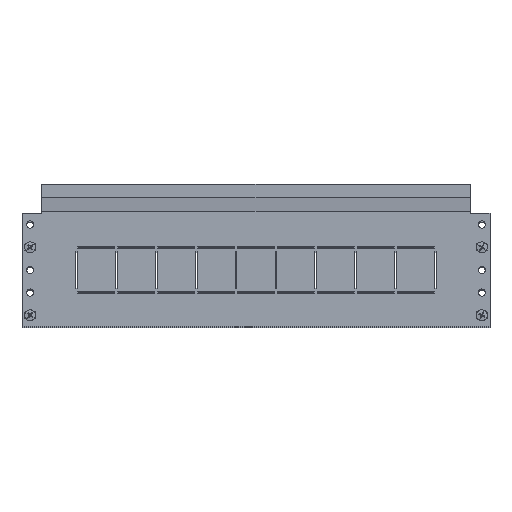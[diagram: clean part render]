
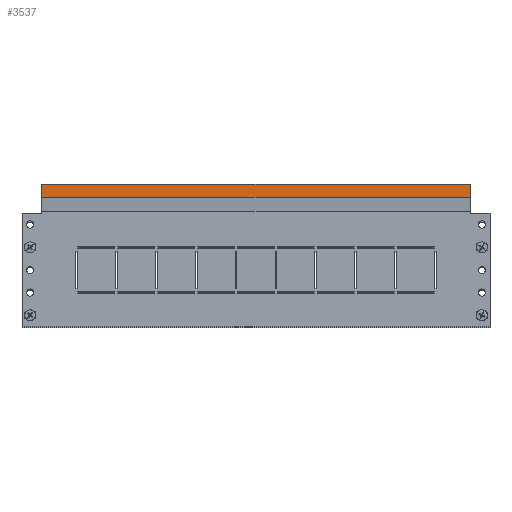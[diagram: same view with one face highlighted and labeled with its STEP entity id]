
A CAD part, top view. The second image highlights one B-rep face of the part: STEP entity #3537.
In plain terms, the highlighted planar face has unit normal (0, 0, 1).
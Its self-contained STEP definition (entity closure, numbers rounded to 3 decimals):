
#511 = CARTESIAN_POINT ( 'NONE',  ( 236., 0., 1.2 ) ) ;
#560 = LINE ( 'NONE', #2990, #730 ) ;
#730 = VECTOR ( 'NONE', #2933, 1000. ) ;
#760 = CARTESIAN_POINT ( 'NONE',  ( -236., 0., 1.2 ) ) ;
#853 = DIRECTION ( 'NONE',  ( -1., 0., 0. ) ) ;
#924 = DIRECTION ( 'NONE',  ( 0., 1., 0. ) ) ;
#1153 = CARTESIAN_POINT ( 'NONE',  ( 236., 0., 1.2 ) ) ;
#1167 = VECTOR ( 'NONE', #924, 1000. ) ;
#1212 = EDGE_CURVE ( 'NONE', #3612, #4873, #1939, .T. ) ;
#1230 = ORIENTED_EDGE ( 'NONE', *, *, #1212, .F. ) ;
#1504 = VECTOR ( 'NONE', #853, 1000. ) ;
#1939 = LINE ( 'NONE', #760, #1167 ) ;
#2039 = CARTESIAN_POINT ( 'NONE',  ( -236., 0., 1.2 ) ) ;
#2339 = DIRECTION ( 'NONE',  ( 0., -1., 0. ) ) ;
#2381 = DIRECTION ( 'NONE',  ( 0., 0., -1. ) ) ;
#2497 = CARTESIAN_POINT ( 'NONE',  ( 236., -14.948, 1.2 ) ) ;
#2933 = DIRECTION ( 'NONE',  ( -1., 0., 0. ) ) ;
#2990 = CARTESIAN_POINT ( 'NONE',  ( 258., -14.948, 1.2 ) ) ;
#3537 = ADVANCED_FACE ( 'NONE', ( #4921 ), #6703, .F. ) ;
#3565 = LINE ( 'NONE', #4600, #1504 ) ;
#3607 = ORIENTED_EDGE ( 'NONE', *, *, #4540, .T. ) ;
#3612 = VERTEX_POINT ( 'NONE', #7941 ) ;
#3635 = DIRECTION ( 'NONE',  ( 0., 1., 0. ) ) ;
#4540 = EDGE_CURVE ( 'NONE', #6741, #4873, #3565, .T. ) ;
#4600 = CARTESIAN_POINT ( 'NONE',  ( 258., 0., 1.2 ) ) ;
#4708 = EDGE_CURVE ( 'NONE', #5813, #3612, #560, .T. ) ;
#4816 = VECTOR ( 'NONE', #2339, 1000. ) ;
#4873 = VERTEX_POINT ( 'NONE', #2039 ) ;
#4921 = FACE_OUTER_BOUND ( 'NONE', #5906, .T. ) ;
#4977 = CARTESIAN_POINT ( 'NONE',  ( 258., 0., 1.2 ) ) ;
#5205 = EDGE_CURVE ( 'NONE', #6741, #5813, #8006, .T. ) ;
#5564 = ORIENTED_EDGE ( 'NONE', *, *, #5205, .F. ) ;
#5813 = VERTEX_POINT ( 'NONE', #2497 ) ;
#5906 = EDGE_LOOP ( 'NONE', ( #3607, #1230, #6174, #5564 ) ) ;
#6174 = ORIENTED_EDGE ( 'NONE', *, *, #4708, .F. ) ;
#6703 = PLANE ( 'NONE',  #7924 ) ;
#6741 = VERTEX_POINT ( 'NONE', #511 ) ;
#7924 = AXIS2_PLACEMENT_3D ( 'NONE', #4977, #2381, #3635 ) ;
#7941 = CARTESIAN_POINT ( 'NONE',  ( -236., -14.948, 1.2 ) ) ;
#8006 = LINE ( 'NONE', #1153, #4816 ) ;
